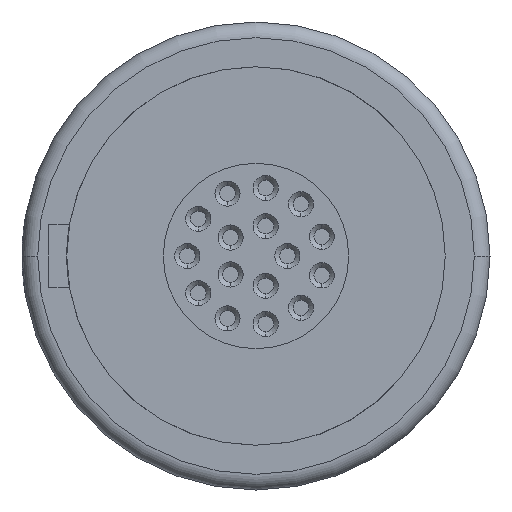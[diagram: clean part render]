
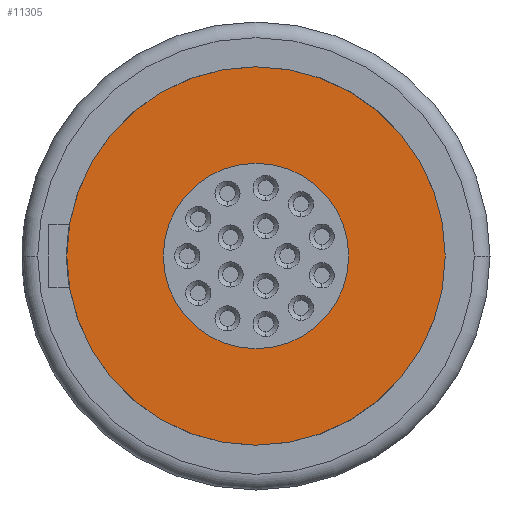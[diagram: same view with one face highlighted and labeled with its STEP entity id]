
A CAD part, left-side view. The second image highlights one B-rep face of the part: STEP entity #11305.
In plain terms, the highlighted planar face has unit normal (-1, 0, 0).
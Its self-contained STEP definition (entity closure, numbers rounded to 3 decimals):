
#4517=CARTESIAN_POINT('',(-1.,0.,0.));
#4518=DIRECTION('',(-1.,0.,0.));
#4519=DIRECTION('',(0.,1.,0.));
#4520=AXIS2_PLACEMENT_3D('',#4517,#4518,#4519);
#4522=CARTESIAN_POINT('',(-1.,0.,0.));
#4523=DIRECTION('',(1.,0.,0.));
#4524=DIRECTION('',(0.,1.,0.));
#4525=AXIS2_PLACEMENT_3D('',#4522,#4523,#4524);
#4527=CARTESIAN_POINT('',(-1.,0.,0.));
#4528=DIRECTION('',(-1.,0.,0.));
#4529=DIRECTION('',(0.,0.,1.));
#4530=AXIS2_PLACEMENT_3D('',#4527,#4528,#4529);
#4532=CARTESIAN_POINT('',(-1.,0.,0.));
#4533=DIRECTION('',(-1.,0.,0.));
#4534=DIRECTION('',(0.,0.,-1.));
#4535=AXIS2_PLACEMENT_3D('',#4532,#4533,#4534);
#5299=CARTESIAN_POINT('',(-1.,0.,-2.95));
#5300=VERTEX_POINT('',#5299);
#5301=CARTESIAN_POINT('',(-1.,0.,2.95));
#5302=VERTEX_POINT('',#5301);
#5328=CARTESIAN_POINT('',(-1.,-6.025,0.));
#5330=VERTEX_POINT('',#5328);
#5335=CARTESIAN_POINT('',(-1.,6.025,0.));
#5336=VERTEX_POINT('',#5335);
#11290=CARTESIAN_POINT('',(-1.,0.,0.));
#11291=DIRECTION('',(1.,0.,0.));
#11292=DIRECTION('',(0.,-1.,0.));
#11293=AXIS2_PLACEMENT_3D('',#11290,#11291,#11292);
#11294=PLANE('',#11293);
#11295=ORIENTED_EDGE('',*,*,#11281,.F.);
#11296=ORIENTED_EDGE('',*,*,#11267,.T.);
#11297=EDGE_LOOP('',(#11295,#11296));
#11298=FACE_OUTER_BOUND('',#11297,.F.);
#11300=ORIENTED_EDGE('',*,*,#11299,.T.);
#11302=ORIENTED_EDGE('',*,*,#11301,.T.);
#11303=EDGE_LOOP('',(#11300,#11302));
#11304=FACE_BOUND('',#11303,.F.);
#11305=ADVANCED_FACE('',(#11298,#11304),#11294,.F.);
#4521=CIRCLE('',#4520,6.025);
#4526=CIRCLE('',#4525,6.025);
#4531=CIRCLE('',#4530,2.95);
#4536=CIRCLE('',#4535,2.95);
#11267=EDGE_CURVE('',#5336,#5330,#4526,.T.);
#11281=EDGE_CURVE('',#5336,#5330,#4521,.T.);
#11299=EDGE_CURVE('',#5302,#5300,#4531,.T.);
#11301=EDGE_CURVE('',#5300,#5302,#4536,.T.);
